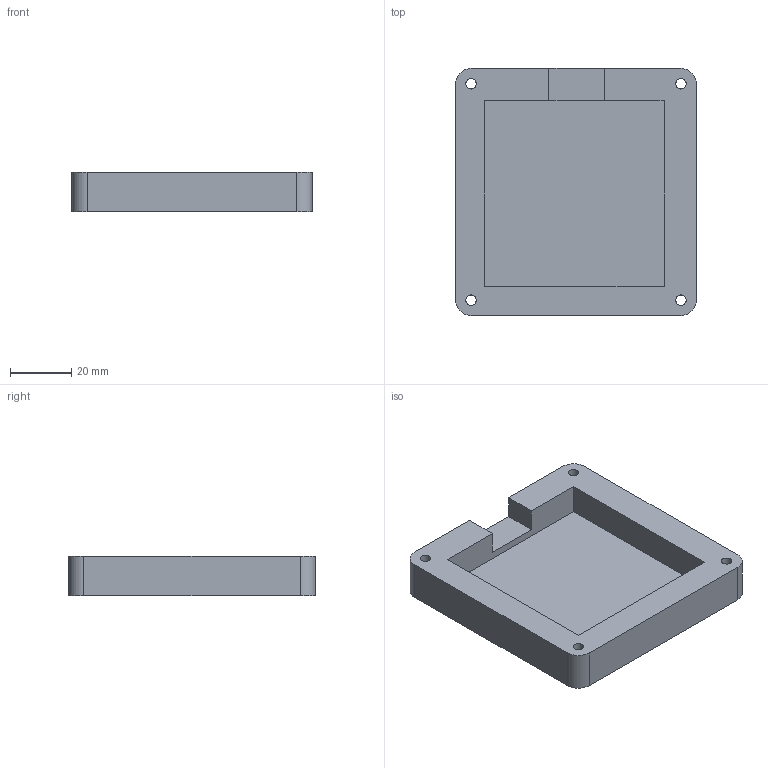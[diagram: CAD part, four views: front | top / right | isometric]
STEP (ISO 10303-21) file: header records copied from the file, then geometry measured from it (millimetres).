
FILE_DESCRIPTION(/* description */ (''),/* implementation_level */ '2;1');
FILE_NAME(/* name */ 'bottom.step',/* time_stamp */ '2025-06-17T21:18:37-05:00',/* author */ (''),/* organization */ (''),/* preprocessor_version */ 'ST-DEVELOPER v20.1',/* originating_system */ 'Autodesk Translation Framework v14.10.0.0',/* authorisation */ '');
FILE_SCHEMA (('AUTOMOTIVE_DESIGN { 1 0 10303 214 3 1 1 }'));
Length unit declared in the file: millimetre
Products named in the file (1): case
Bounding box: 78.3 x 80.4 x 13 mm (x, y, z)
Volume: 44140.7 mm3; surface area: 19858.2 mm2
Topology: 1 solids, 1 shells, 380 faces, 1047 edges, 698 vertices
Faces by surface type: bspline 195, plane 173, cylinder 12
Full cylindrical faces by diameter (mm): 3.4 x4, 6 x4
Entity records: 13854 total; most frequent: CARTESIAN_POINT 5441, ORIENTED_EDGE 2094, DIRECTION 1053, EDGE_CURVE 1047, VERTEX_POINT 698, LINE 633, VECTOR 633, EDGE_LOOP 417
